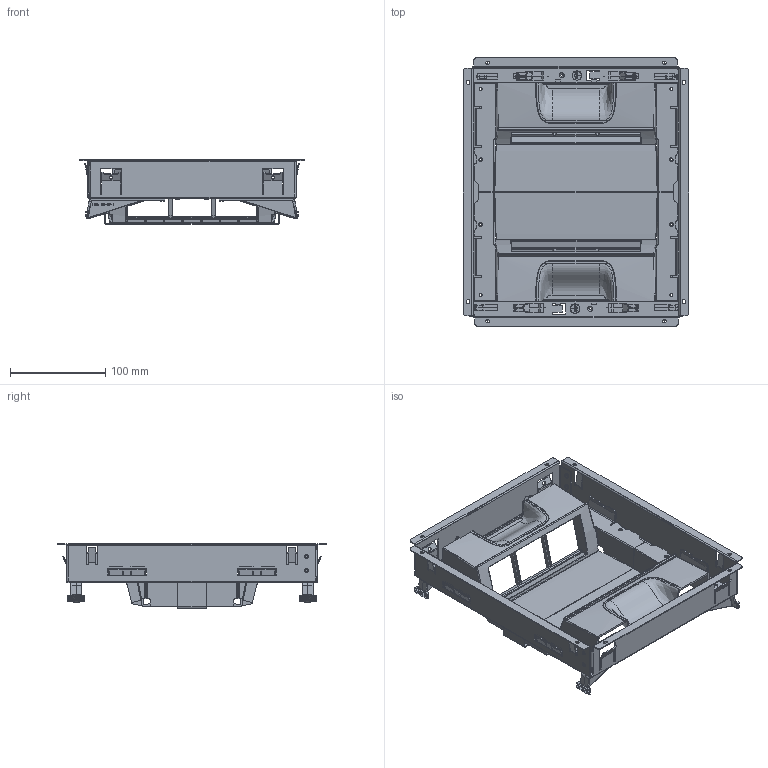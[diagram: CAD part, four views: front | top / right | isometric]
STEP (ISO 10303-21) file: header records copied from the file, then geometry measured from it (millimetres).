
FILE_DESCRIPTION(('CATIA V5 STEP Exchange','CAx-IF Rec.Pracs.--- Model Styling and Organization---1.2---2011-12-15'),'2;1');
FILE_NAME('&RV - Boite sol Finition standard T2 T2''A010563_A-ASS-02.stp','2016-03-14T14:15:32+00:00',('none'),('none'),'CATIA Version 5-6 Release 2014 SP4','CATIA V5 STEP AP214','none');
FILE_SCHEMA(('AUTOMOTIVE_DESIGN { 1 0 10303 214 1 1 1 1 }'));
Length unit declared in the file: millimetre
Products named in the file (8): A010563_A; A008758_A; D006049_A-mixed frame 12/18 Mod; 17032-MOD-01_mixed frame T2 PRIM; D005846; D004805_A-MOD-01-adjustable locking T2Prim; D004943_A_Vertical Support Mosaic 6M; Crossing fingers
Assembly tree (13 placements, depth 4):
  A010563_A
    A008758_A
      D006049_A-mixed frame 12/18 Mod
        17032-MOD-01_mixed frame T2 PRIM  x2
        D005846
      D004805_A-MOD-01-adjustable locking T2Prim  x4
    D004943_A_Vertical Support Mosaic 6M  x2
    Crossing fingers  x2
Bounding box: 236.3 x 281.3 x 67.7 mm (x, y, z)
Volume: 215185.6 mm3; surface area: 324866.7 mm2
Topology: 11 solids, 11 shells, 6550 faces, 17432 edges, 10662 vertices
Faces by surface type: plane 3634, cylinder 1620, bspline 698, sphere 384, cone 128, torus 72, extrusion 14
Entity records: 95945 total; most frequent: CARTESIAN_POINT 36639, ORIENTED_EDGE 14092, DIRECTION 8912, EDGE_CURVE 7046, VERTEX_POINT 4410, VECTOR 3903, LINE 3896, AXIS2_PLACEMENT_3D 2953
